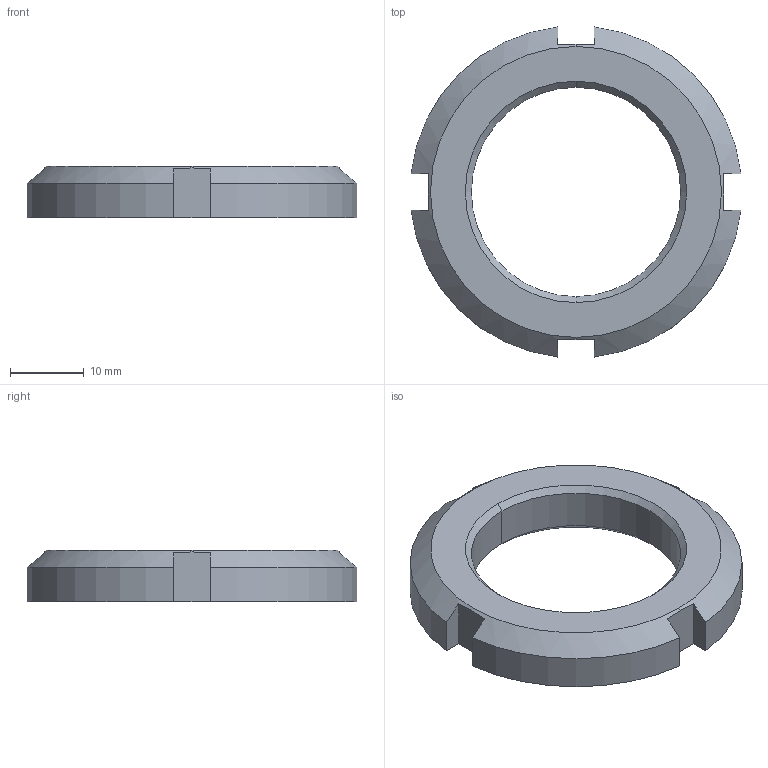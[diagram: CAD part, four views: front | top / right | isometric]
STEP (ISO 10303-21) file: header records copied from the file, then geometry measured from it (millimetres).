
FILE_DESCRIPTION(('STEP AP203'),'1');
FILE_NAME('ecrou_nf-20032.stp','2018-10-24T12:17:35',('TraceParts'),('TraceParts S.A.'),'Spatial InterOp 3D',' ',' ');
FILE_SCHEMA(('CONFIG_CONTROL_DESIGN'));
Length unit declared in the file: millimetre
Products named in the file (1): 1
Bounding box: 44.72 x 44.72 x 7 mm (x, y, z)
Volume: 5927.1 mm3; surface area: 3263.8 mm2
Topology: 1 solids, 1 shells, 26 faces, 68 edges, 44 vertices
Faces by surface type: plane 14, cone 6, cylinder 6
Entity records: 832 total; most frequent: CARTESIAN_POINT 167, ORIENTED_EDGE 136, DIRECTION 126, EDGE_CURVE 68, AXIS2_PLACEMENT_3D 45, VERTEX_POINT 44, LINE 36, VECTOR 36
